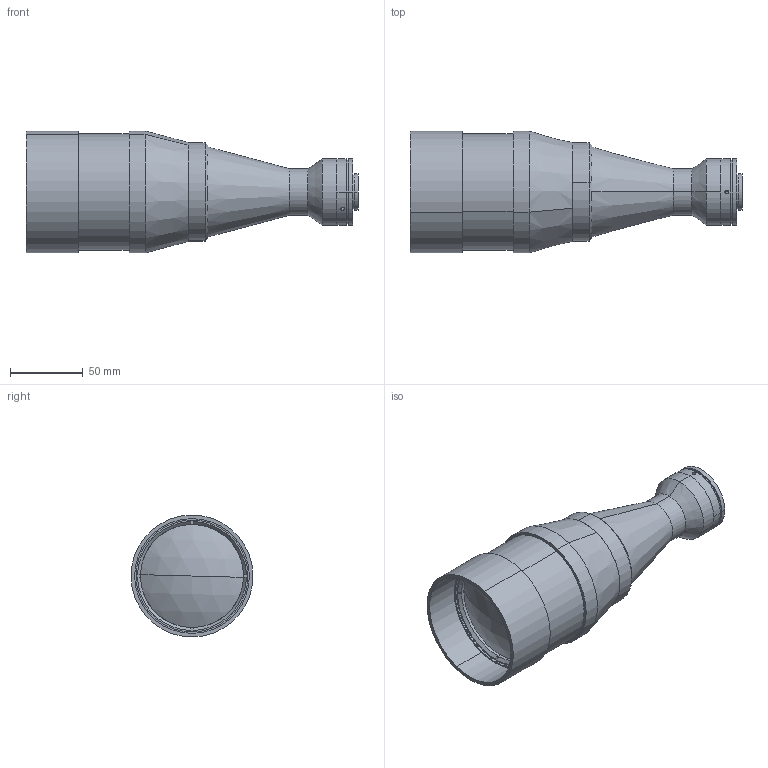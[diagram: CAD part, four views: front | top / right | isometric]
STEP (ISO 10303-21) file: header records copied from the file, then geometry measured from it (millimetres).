
FILE_DESCRIPTION (( 'STEP AP203' ), '1' );
FILE_NAME ('XF-5MDT025X200-1C.STEP', '2018-04-03T09:58:13', ( 'canrill005' ), ( '' ), 'SwSTEP 2.0', 'SolidWorks 2014', '' );
FILE_SCHEMA (( 'CONFIG_CONTROL_DESIGN' ));
Length unit declared in the file: millimetre
Products named in the file (1): XF-5MDT025X200-1C
Bounding box: 228.63 x 83.99 x 83.99 mm (x, y, z)
Surface area: 70080.3 mm2 (no closed solid volume)
Topology: 0 solids, 10 shells, 90 faces, 216 edges, 143 vertices
Faces by surface type: cylinder 44, plane 32, cone 12, sphere 2
Entity records: 2916 total; most frequent: CARTESIAN_POINT 702, DIRECTION 494, ORIENTED_EDGE 374, EDGE_CURVE 216, AXIS2_PLACEMENT_3D 207, VERTEX_POINT 143, CIRCLE 116, EDGE_LOOP 107
